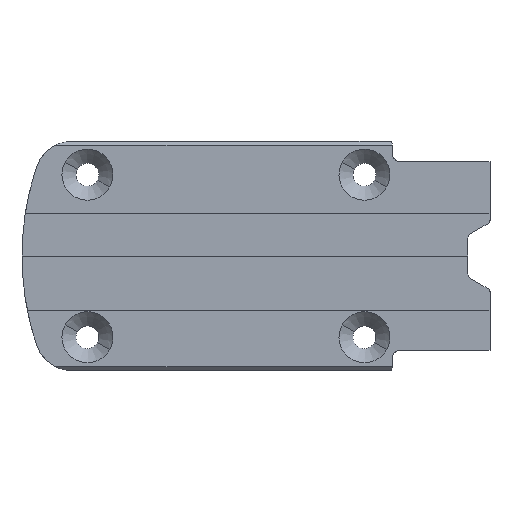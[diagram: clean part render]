
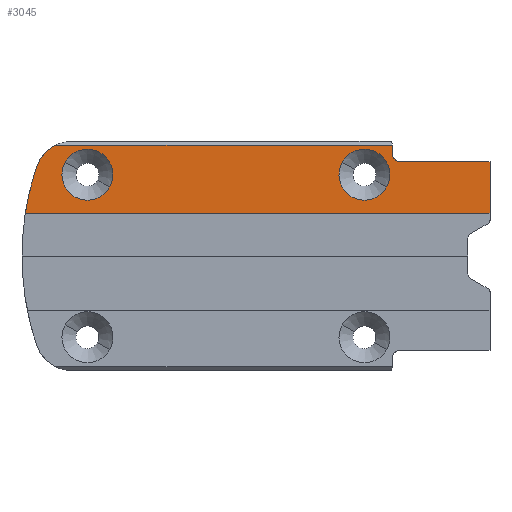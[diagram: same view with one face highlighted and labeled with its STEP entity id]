
A CAD part, top view. The second image highlights one B-rep face of the part: STEP entity #3045.
In plain terms, the highlighted planar face has unit normal (0, 0, 1).
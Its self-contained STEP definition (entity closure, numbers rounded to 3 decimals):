
#596=CARTESIAN_POINT('Vertex',(-16.82,11.5,13.5)) ;
#612=CARTESIAN_POINT('Vertex',(109.,11.5,13.5)) ;
#615=CARTESIAN_POINT('Line Origine',(46.09,11.5,13.5)) ;
#948=CARTESIAN_POINT('Axis2P3D Location',(0.,22.,13.5)) ;
#952=CARTESIAN_POINT('Vertex',(6.055,18.692,13.5)) ;
#954=CARTESIAN_POINT('Vertex',(-6.055,25.308,13.5)) ;
#974=CARTESIAN_POINT('Axis2P3D Location',(0.,22.,13.5)) ;
#1034=CARTESIAN_POINT('Axis2P3D Location',(75.,22.,13.5)) ;
#1038=CARTESIAN_POINT('Vertex',(81.055,18.692,13.5)) ;
#1040=CARTESIAN_POINT('Vertex',(68.945,25.308,13.5)) ;
#1060=CARTESIAN_POINT('Axis2P3D Location',(75.,22.,13.5)) ;
#1485=CARTESIAN_POINT('Vertex',(109.,25.5,13.5)) ;
#1490=CARTESIAN_POINT('Line Origine',(109.,18.5,13.5)) ;
#2170=CARTESIAN_POINT('Line Origine',(96.9,25.5,13.5)) ;
#2174=CARTESIAN_POINT('Vertex',(84.8,25.5,13.5)) ;
#2611=CARTESIAN_POINT('Vertex',(82.627,30.,13.5)) ;
#2614=CARTESIAN_POINT('Line Origine',(82.627,28.75,13.5)) ;
#2618=CARTESIAN_POINT('Vertex',(82.627,27.5,13.5)) ;
#2654=CARTESIAN_POINT('Control Point',(82.627,27.5,13.5)) ;
#2655=CARTESIAN_POINT('Control Point',(82.627,26.844,13.5)) ;
#2656=CARTESIAN_POINT('Control Point',(82.923,26.184,13.5)) ;
#2657=CARTESIAN_POINT('Control Point',(83.492,25.727,13.5)) ;
#2658=CARTESIAN_POINT('Control Point',(84.144,25.5,13.5)) ;
#2659=CARTESIAN_POINT('Control Point',(84.8,25.5,13.5)) ;
#2825=CARTESIAN_POINT('Axis2P3D Location',(0.,0.,13.5)) ;
#2947=CARTESIAN_POINT('Vertex',(-8.58,30.,13.5)) ;
#2952=CARTESIAN_POINT('Line Origine',(46.09,30.,13.5)) ;
#3015=CARTESIAN_POINT('Axis2P3D Location',(57.293,0.,13.5)) ;
#3019=CARTESIAN_POINT('Vertex',(-13.684,24.231,13.5)) ;
#3022=CARTESIAN_POINT('Axis2P3D Location',(-4.221,21.,13.5)) ;
#616=DIRECTION('Vector Direction',(1.,0.,0.)) ;
#949=DIRECTION('Axis2P3D Direction',(0.,0.,1.)) ;
#975=DIRECTION('Axis2P3D Direction',(0.,0.,1.)) ;
#1035=DIRECTION('Axis2P3D Direction',(0.,0.,1.)) ;
#1061=DIRECTION('Axis2P3D Direction',(0.,0.,1.)) ;
#1491=DIRECTION('Vector Direction',(0.,-1.,0.)) ;
#2171=DIRECTION('Vector Direction',(-1.,0.,0.)) ;
#2615=DIRECTION('Vector Direction',(0.,-1.,0.)) ;
#2826=DIRECTION('Axis2P3D Direction',(0.,0.,1.)) ;
#2827=DIRECTION('Axis2P3D XDirection',(1.,0.,0.)) ;
#2953=DIRECTION('Vector Direction',(1.,0.,0.)) ;
#3016=DIRECTION('Axis2P3D Direction',(0.,0.,1.)) ;
#3023=DIRECTION('Axis2P3D Direction',(0.,0.,1.)) ;
#950=AXIS2_PLACEMENT_3D('Circle Axis2P3D',#948,#949,$) ;
#976=AXIS2_PLACEMENT_3D('Circle Axis2P3D',#974,#975,$) ;
#1036=AXIS2_PLACEMENT_3D('Circle Axis2P3D',#1034,#1035,$) ;
#1062=AXIS2_PLACEMENT_3D('Circle Axis2P3D',#1060,#1061,$) ;
#2828=AXIS2_PLACEMENT_3D('Plane Axis2P3D',#2825,#2826,#2827) ;
#3017=AXIS2_PLACEMENT_3D('Circle Axis2P3D',#3015,#3016,$) ;
#3024=AXIS2_PLACEMENT_3D('Circle Axis2P3D',#3022,#3023,$) ;
#3028=ORIENTED_EDGE('',*,*,#3021,.T.) ;
#3029=ORIENTED_EDGE('',*,*,#619,.T.) ;
#3030=ORIENTED_EDGE('',*,*,#1494,.T.) ;
#3031=ORIENTED_EDGE('',*,*,#2176,.F.) ;
#3032=ORIENTED_EDGE('',*,*,#2660,.T.) ;
#3033=ORIENTED_EDGE('',*,*,#2620,.F.) ;
#3034=ORIENTED_EDGE('',*,*,#2956,.T.) ;
#3035=ORIENTED_EDGE('',*,*,#3026,.F.) ;
#3038=ORIENTED_EDGE('',*,*,#1064,.F.) ;
#3039=ORIENTED_EDGE('',*,*,#1042,.F.) ;
#3042=ORIENTED_EDGE('',*,*,#978,.F.) ;
#3043=ORIENTED_EDGE('',*,*,#956,.F.) ;
#3040=FACE_BOUND('',#3037,.T.) ;
#3044=FACE_BOUND('',#3041,.T.) ;
#617=VECTOR('Line Direction',#616,1.) ;
#1492=VECTOR('Line Direction',#1491,1.) ;
#2172=VECTOR('Line Direction',#2171,1.) ;
#2616=VECTOR('Line Direction',#2615,1.) ;
#2954=VECTOR('Line Direction',#2953,1.) ;
#3045=ADVANCED_FACE('Corps principal',(#3036,#3040,#3044),#2829,.T.) ;
#2653=B_SPLINE_CURVE_WITH_KNOTS('',5,(#2654,#2655,#2656,#2657,#2658,#2659),.UNSPECIFIED.,.F.,.U.,(6,6),(0.,4.636),.UNSPECIFIED.) ;
#951=CIRCLE('generated circle',#950,6.9) ;
#977=CIRCLE('generated circle',#976,6.9) ;
#1037=CIRCLE('generated circle',#1036,6.9) ;
#1063=CIRCLE('generated circle',#1062,6.9) ;
#3018=CIRCLE('generated circle',#3017,75.) ;
#3025=CIRCLE('generated circle',#3024,10.) ;
#619=EDGE_CURVE('',#597,#613,#618,.T.) ;
#956=EDGE_CURVE('',#953,#955,#951,.T.) ;
#978=EDGE_CURVE('',#955,#953,#977,.T.) ;
#1042=EDGE_CURVE('',#1039,#1041,#1037,.T.) ;
#1064=EDGE_CURVE('',#1041,#1039,#1063,.T.) ;
#1494=EDGE_CURVE('',#613,#1486,#1493,.F.) ;
#2176=EDGE_CURVE('',#2175,#1486,#2173,.F.) ;
#2620=EDGE_CURVE('',#2612,#2619,#2617,.T.) ;
#2660=EDGE_CURVE('',#2175,#2619,#2653,.F.) ;
#2956=EDGE_CURVE('',#2612,#2948,#2955,.F.) ;
#3021=EDGE_CURVE('',#3020,#597,#3018,.T.) ;
#3026=EDGE_CURVE('',#3020,#2948,#3025,.F.) ;
#3027=EDGE_LOOP('',(#3028,#3029,#3030,#3031,#3032,#3033,#3034,#3035)) ;
#3037=EDGE_LOOP('',(#3038,#3039)) ;
#3041=EDGE_LOOP('',(#3042,#3043)) ;
#3036=FACE_OUTER_BOUND('',#3027,.T.) ;
#618=LINE('Line',#615,#617) ;
#1493=LINE('Line',#1490,#1492) ;
#2173=LINE('Line',#2170,#2172) ;
#2617=LINE('Line',#2614,#2616) ;
#2955=LINE('Line',#2952,#2954) ;
#2829=PLANE('',#2828) ;
#597=VERTEX_POINT('',#596) ;
#613=VERTEX_POINT('',#612) ;
#953=VERTEX_POINT('',#952) ;
#955=VERTEX_POINT('',#954) ;
#1039=VERTEX_POINT('',#1038) ;
#1041=VERTEX_POINT('',#1040) ;
#1486=VERTEX_POINT('',#1485) ;
#2175=VERTEX_POINT('',#2174) ;
#2612=VERTEX_POINT('',#2611) ;
#2619=VERTEX_POINT('',#2618) ;
#2948=VERTEX_POINT('',#2947) ;
#3020=VERTEX_POINT('',#3019) ;
